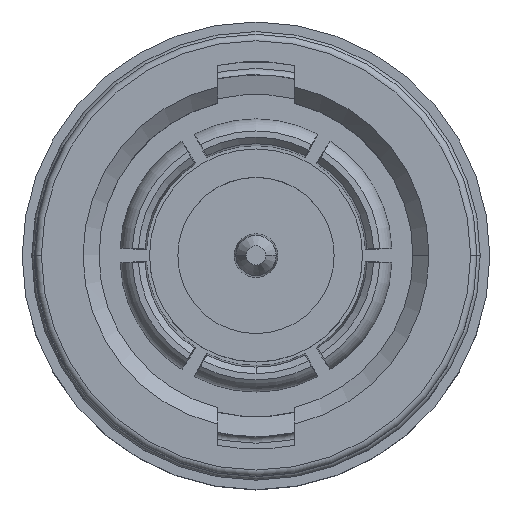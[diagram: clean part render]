
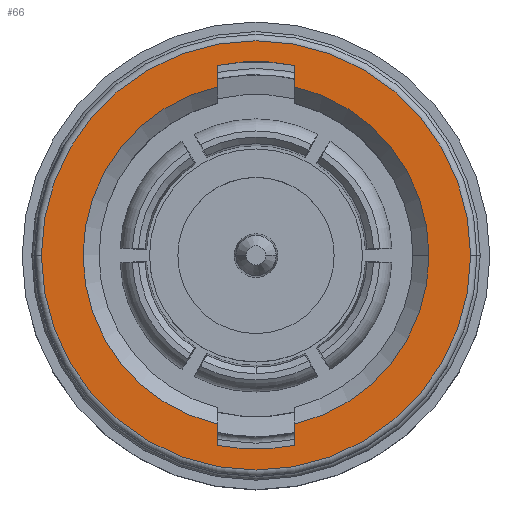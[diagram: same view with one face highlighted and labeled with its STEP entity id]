
A CAD part, top view. The second image highlights one B-rep face of the part: STEP entity #66.
In plain terms, the highlighted planar face has unit normal (0, 0, 1).
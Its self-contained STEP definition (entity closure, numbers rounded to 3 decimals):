
#12 = CIRCLE ( 'NONE', #3051, 5.4 ) ;
#22 = FACE_OUTER_BOUND ( 'NONE', #4817, .T. ) ;
#66 = ADVANCED_FACE ( 'NONE', ( #22, #12883 ), #6185, .F. ) ;
#84 = ORIENTED_EDGE ( 'NONE', *, *, #5745, .F. ) ;
#401 = VERTEX_POINT ( 'NONE', #2426 ) ;
#484 = EDGE_CURVE ( 'NONE', #3978, #5688, #3904, .T. ) ;
#956 = DIRECTION ( 'NONE',  ( 1., 0., 0. ) ) ;
#987 = ORIENTED_EDGE ( 'NONE', *, *, #15209, .F. ) ;
#1068 = VERTEX_POINT ( 'NONE', #5125 ) ;
#1135 = DIRECTION ( 'NONE',  ( 0., 0., 1. ) ) ;
#1186 = LINE ( 'NONE', #15449, #14063 ) ;
#1301 = AXIS2_PLACEMENT_3D ( 'NONE', #12938, #5443, #14187 ) ;
#1306 = AXIS2_PLACEMENT_3D ( 'NONE', #5567, #14305, #6797 ) ;
#1378 = CARTESIAN_POINT ( 'NONE',  ( -1.2, 5.93, 0.85 ) ) ;
#2015 = LINE ( 'NONE', #10315, #4927 ) ;
#2426 = CARTESIAN_POINT ( 'NONE',  ( -6.7, 0., 0.85 ) ) ;
#3051 = AXIS2_PLACEMENT_3D ( 'NONE', #11841, #4368, #13102 ) ;
#3167 = CARTESIAN_POINT ( 'NONE',  ( 0., 0., 0.85 ) ) ;
#3298 = CARTESIAN_POINT ( 'NONE',  ( 0., 0., 0.85 ) ) ;
#3397 = ORIENTED_EDGE ( 'NONE', *, *, #8562, .F. ) ;
#3400 = CARTESIAN_POINT ( 'NONE',  ( 1.2, -4.751, 0.85 ) ) ;
#3448 = CARTESIAN_POINT ( 'NONE',  ( 0., 0., 0.85 ) ) ;
#3606 = DIRECTION ( 'NONE',  ( 0., 0., -1. ) ) ;
#3729 = CARTESIAN_POINT ( 'NONE',  ( -1.2, -5.265, 0.85 ) ) ;
#3904 = CIRCLE ( 'NONE', #10236, 5.4 ) ;
#3922 = DIRECTION ( 'NONE',  ( -1., 0., 0. ) ) ;
#3953 = DIRECTION ( 'NONE',  ( 0., -1., 0. ) ) ;
#3978 = VERTEX_POINT ( 'NONE', #13694 ) ;
#4314 = ORIENTED_EDGE ( 'NONE', *, *, #7751, .F. ) ;
#4368 = DIRECTION ( 'NONE',  ( 0., 0., 1. ) ) ;
#4411 = DIRECTION ( 'NONE',  ( -1., 0., 0. ) ) ;
#4459 = ORIENTED_EDGE ( 'NONE', *, *, #10534, .T. ) ;
#4582 = DIRECTION ( 'NONE',  ( 0., 1., 0. ) ) ;
#4670 = CARTESIAN_POINT ( 'NONE',  ( -1.2, 4.751, 0.85 ) ) ;
#4673 = DIRECTION ( 'NONE',  ( -1., 0., 0. ) ) ;
#4736 = ORIENTED_EDGE ( 'NONE', *, *, #484, .F. ) ;
#4817 = EDGE_LOOP ( 'NONE', ( #4459, #8563 ) ) ;
#4927 = VECTOR ( 'NONE', #3953, 1000. ) ;
#5125 = CARTESIAN_POINT ( 'NONE',  ( -1.2, -5.93, 0.85 ) ) ;
#5193 = EDGE_CURVE ( 'NONE', #5688, #1068, #2015, .T. ) ;
#5349 = CIRCLE ( 'NONE', #1301, 6.7 ) ;
#5443 = DIRECTION ( 'NONE',  ( 0., 0., 1. ) ) ;
#5567 = CARTESIAN_POINT ( 'NONE',  ( 0., 0., 0.85 ) ) ;
#5688 = VERTEX_POINT ( 'NONE', #3729 ) ;
#5745 = EDGE_CURVE ( 'NONE', #13930, #12319, #1186, .T. ) ;
#6185 = PLANE ( 'NONE',  #12862 ) ;
#6299 = EDGE_CURVE ( 'NONE', #11538, #401, #10706, .T. ) ;
#6449 = EDGE_CURVE ( 'NONE', #12319, #7957, #10090, .T. ) ;
#6762 = CARTESIAN_POINT ( 'NONE',  ( 1.2, -5.265, 0.85 ) ) ;
#6797 = DIRECTION ( 'NONE',  ( 1., 0., 0. ) ) ;
#7416 = VERTEX_POINT ( 'NONE', #15341 ) ;
#7751 = EDGE_CURVE ( 'NONE', #7957, #3978, #8747, .T. ) ;
#7752 = LINE ( 'NONE', #3400, #14432 ) ;
#7957 = VERTEX_POINT ( 'NONE', #1378 ) ;
#8339 = VERTEX_POINT ( 'NONE', #12259 ) ;
#8562 = EDGE_CURVE ( 'NONE', #8339, #13930, #12, .T. ) ;
#8563 = ORIENTED_EDGE ( 'NONE', *, *, #6299, .T. ) ;
#8593 = CARTESIAN_POINT ( 'NONE',  ( 1.2, 5.93, 0.85 ) ) ;
#8604 = CARTESIAN_POINT ( 'NONE',  ( 0., 0., 0.85 ) ) ;
#8664 = ORIENTED_EDGE ( 'NONE', *, *, #13844, .F. ) ;
#8747 = LINE ( 'NONE', #4670, #12098 ) ;
#9063 = AXIS2_PLACEMENT_3D ( 'NONE', #3448, #12171, #4673 ) ;
#9844 = DIRECTION ( 'NONE',  ( 1., 0., 0. ) ) ;
#10090 = CIRCLE ( 'NONE', #9063, 6.05 ) ;
#10205 = AXIS2_PLACEMENT_3D ( 'NONE', #3167, #11880, #4411 ) ;
#10207 = CARTESIAN_POINT ( 'NONE',  ( 6.7, 0., 0.85 ) ) ;
#10236 = AXIS2_PLACEMENT_3D ( 'NONE', #14537, #10969, #956 ) ;
#10315 = CARTESIAN_POINT ( 'NONE',  ( -1.2, -4.751, 0.85 ) ) ;
#10534 = EDGE_CURVE ( 'NONE', #401, #11538, #5349, .T. ) ;
#10706 = CIRCLE ( 'NONE', #10205, 6.7 ) ;
#10767 = EDGE_LOOP ( 'NONE', ( #15994, #84, #3397, #14143, #8664, #987, #13831, #4736, #4314 ) ) ;
#10833 = DIRECTION ( 'NONE',  ( 0., -1., 0. ) ) ;
#10969 = DIRECTION ( 'NONE',  ( 0., 0., 1. ) ) ;
#11017 = CIRCLE ( 'NONE', #1306, 5.4 ) ;
#11058 = CARTESIAN_POINT ( 'NONE',  ( 1.2, 5.265, 0.85 ) ) ;
#11538 = VERTEX_POINT ( 'NONE', #10207 ) ;
#11841 = CARTESIAN_POINT ( 'NONE',  ( 0., 0., 0.85 ) ) ;
#11880 = DIRECTION ( 'NONE',  ( 0., 0., 1. ) ) ;
#12098 = VECTOR ( 'NONE', #10833, 1000. ) ;
#12119 = VERTEX_POINT ( 'NONE', #6762 ) ;
#12171 = DIRECTION ( 'NONE',  ( 0., 0., 1. ) ) ;
#12259 = CARTESIAN_POINT ( 'NONE',  ( 5.4, 0., 0.85 ) ) ;
#12319 = VERTEX_POINT ( 'NONE', #8593 ) ;
#12862 = AXIS2_PLACEMENT_3D ( 'NONE', #3298, #3606, #3922 ) ;
#12883 = FACE_BOUND ( 'NONE', #10767, .T. ) ;
#12885 = DIRECTION ( 'NONE',  ( 0., 1., 0. ) ) ;
#12938 = CARTESIAN_POINT ( 'NONE',  ( 0., 0., 0.85 ) ) ;
#13102 = DIRECTION ( 'NONE',  ( 1., 0., 0. ) ) ;
#13286 = EDGE_CURVE ( 'NONE', #12119, #8339, #11017, .T. ) ;
#13694 = CARTESIAN_POINT ( 'NONE',  ( -1.2, 5.265, 0.85 ) ) ;
#13831 = ORIENTED_EDGE ( 'NONE', *, *, #5193, .F. ) ;
#13844 = EDGE_CURVE ( 'NONE', #7416, #12119, #7752, .T. ) ;
#13930 = VERTEX_POINT ( 'NONE', #11058 ) ;
#14063 = VECTOR ( 'NONE', #12885, 1000. ) ;
#14143 = ORIENTED_EDGE ( 'NONE', *, *, #13286, .F. ) ;
#14187 = DIRECTION ( 'NONE',  ( -1., 0., 0. ) ) ;
#14305 = DIRECTION ( 'NONE',  ( 0., 0., 1. ) ) ;
#14432 = VECTOR ( 'NONE', #4582, 1000. ) ;
#14537 = CARTESIAN_POINT ( 'NONE',  ( 0., 0., 0.85 ) ) ;
#14637 = AXIS2_PLACEMENT_3D ( 'NONE', #8604, #1135, #9844 ) ;
#15209 = EDGE_CURVE ( 'NONE', #1068, #7416, #15338, .T. ) ;
#15338 = CIRCLE ( 'NONE', #14637, 6.05 ) ;
#15341 = CARTESIAN_POINT ( 'NONE',  ( 1.2, -5.93, 0.85 ) ) ;
#15449 = CARTESIAN_POINT ( 'NONE',  ( 1.2, 4.751, 0.85 ) ) ;
#15994 = ORIENTED_EDGE ( 'NONE', *, *, #6449, .F. ) ;
